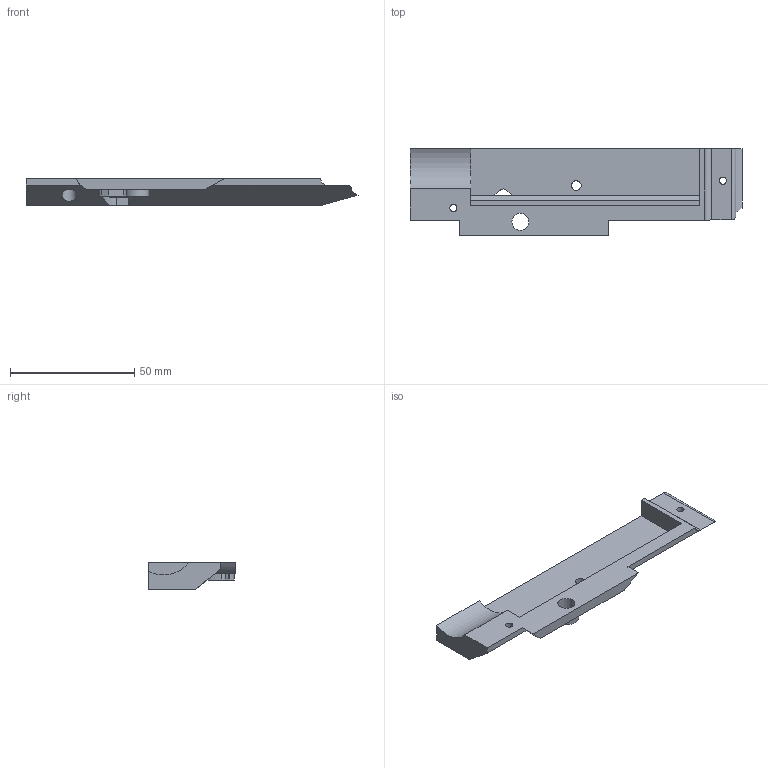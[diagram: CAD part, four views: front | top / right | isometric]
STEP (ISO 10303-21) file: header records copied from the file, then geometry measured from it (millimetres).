
FILE_DESCRIPTION(/* description */ (''),/* implementation_level */ '2;1');
FILE_NAME(/* name */ 'leftsidesf v2.step',/* time_stamp */ '2022-11-20T15:22:09-05:00',/* author */ (''),/* organization */ (''),/* preprocessor_version */ 'ST-DEVELOPER v19.2',/* originating_system */ 'Autodesk Translation Framework v11.17.0.187',/* authorisation */ '');
FILE_SCHEMA (('AUTOMOTIVE_DESIGN { 1 0 10303 214 3 1 1 }'));
Length unit declared in the file: millimetre
Products named in the file (1): leftsidesf
Bounding box: 133.86 x 35.07 x 10.8 mm (x, y, z)
Volume: 18326.6 mm3; surface area: 11527 mm2
Topology: 1 solids, 1 shells, 126 faces, 309 edges, 195 vertices
Faces by surface type: plane 69, cylinder 37, cone 20
Full cylindrical faces by diameter (mm): 2.9 x2, 3 x10, 3.9 x1, 6 x2, 6.85 x1
Entity records: 3863 total; most frequent: DIRECTION 663, CARTESIAN_POINT 641, ORIENTED_EDGE 618, EDGE_CURVE 309, AXIS2_PLACEMENT_3D 232, LINE 199, VECTOR 199, VERTEX_POINT 195
